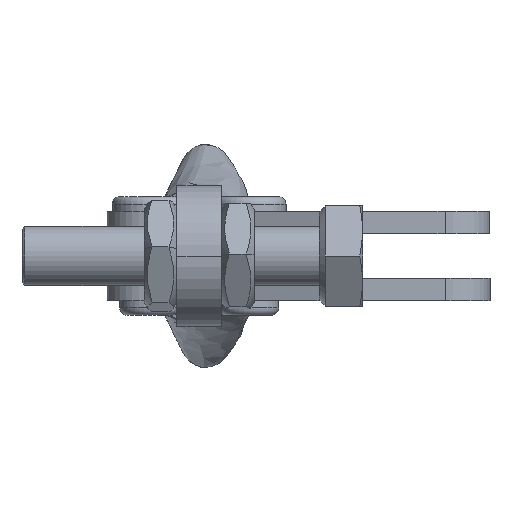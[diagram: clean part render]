
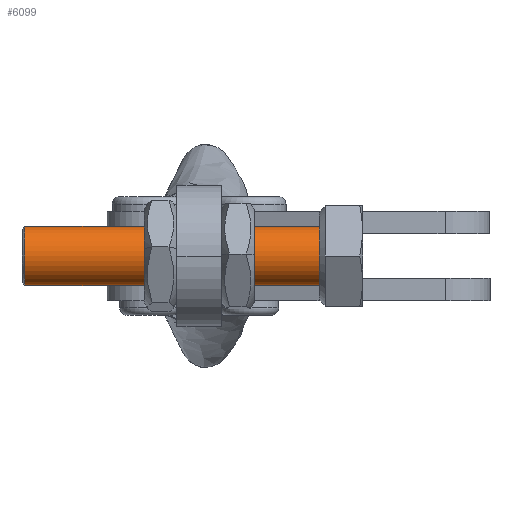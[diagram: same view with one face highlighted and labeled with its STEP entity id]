
A CAD part, left-side view. The second image highlights one B-rep face of the part: STEP entity #6099.
In plain terms, the highlighted cylindrical face has radius 2 mm (diameter 4 mm), a partial arc.
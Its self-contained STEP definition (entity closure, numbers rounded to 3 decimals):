
#118 = AXIS2_PLACEMENT_3D ( 'NONE', #8248, #8249, #8250 ) ;
#119 = AXIS2_PLACEMENT_3D ( 'NONE', #8253, #8254, #8255 ) ;
#989 = EDGE_CURVE ( 'NONE', #8792, #8825, #24190, .T. ) ;
#991 = EDGE_CURVE ( 'NONE', #8825, #8812, #24193, .T. ) ;
#992 = EDGE_CURVE ( 'NONE', #8812, #8845, #24196, .T. ) ;
#993 = EDGE_CURVE ( 'NONE', #8792, #8845, #24198, .T. ) ;
#1647 = CARTESIAN_POINT ( 'NONE',  ( 22.725, 0., 2. ) ) ;
#1659 = CARTESIAN_POINT ( 'NONE',  ( 2.925, 0., -2. ) ) ;
#1666 = CARTESIAN_POINT ( 'NONE',  ( 22.725, 0., -2. ) ) ;
#1678 = CARTESIAN_POINT ( 'NONE',  ( 2.925, 0., 2. ) ) ;
#4924 = EDGE_LOOP ( 'NONE', ( #6427, #6428, #6429, #6430 ) ) ;
#6099 = ADVANCED_FACE ( 'NONE', ( #24693 ), #24697, .T. ) ;
#6427 = ORIENTED_EDGE ( 'NONE', *, *, #989, .T. ) ;
#6428 = ORIENTED_EDGE ( 'NONE', *, *, #991, .T. ) ;
#6429 = ORIENTED_EDGE ( 'NONE', *, *, #992, .T. ) ;
#6430 = ORIENTED_EDGE ( 'NONE', *, *, #993, .F. ) ;
#8240 = DIRECTION ( 'NONE',  ( -1., 0., 0. ) ) ;
#8246 = CARTESIAN_POINT ( 'NONE',  ( 22.925, 0., -2. ) ) ;
#8248 = CARTESIAN_POINT ( 'NONE',  ( 22.725, 0., 0. ) ) ;
#8249 = DIRECTION ( 'NONE',  ( -1., 0., 0. ) ) ;
#8250 = DIRECTION ( 'NONE',  ( 0., 0., -1. ) ) ;
#8251 = CARTESIAN_POINT ( 'NONE',  ( 22.925, 0., 2. ) ) ;
#8252 = DIRECTION ( 'NONE',  ( -1., 0., 0. ) ) ;
#8253 = CARTESIAN_POINT ( 'NONE',  ( 2.925, 0., 0. ) ) ;
#8254 = DIRECTION ( 'NONE',  ( 1., 0., 0. ) ) ;
#8255 = DIRECTION ( 'NONE',  ( 0., 0., -1. ) ) ;
#8792 = VERTEX_POINT ( 'NONE', #1647 ) ;
#8812 = VERTEX_POINT ( 'NONE', #1659 ) ;
#8825 = VERTEX_POINT ( 'NONE', #1666 ) ;
#8845 = VERTEX_POINT ( 'NONE', #1678 ) ;
#9859 = AXIS2_PLACEMENT_3D ( 'NONE', #21586, #21584, #21582 ) ;
#21582 = DIRECTION ( 'NONE',  ( 0., 0., 1. ) ) ;
#21584 = DIRECTION ( 'NONE',  ( -1., 0., 0. ) ) ;
#21586 = CARTESIAN_POINT ( 'NONE',  ( 22.925, 0., 0. ) ) ;
#24190 = CIRCLE ( 'NONE', #118, 2. ) ;
#24193 = LINE ( 'NONE', #8246, #24197 ) ;
#24196 = CIRCLE ( 'NONE', #119, 2. ) ;
#24197 = VECTOR ( 'NONE', #8252, 1000. ) ;
#24198 = LINE ( 'NONE', #8251, #24200 ) ;
#24200 = VECTOR ( 'NONE', #8240, 1000. ) ;
#24693 = FACE_OUTER_BOUND ( 'NONE', #4924, .T. ) ;
#24697 = CYLINDRICAL_SURFACE ( 'NONE', #9859, 2. ) ;
